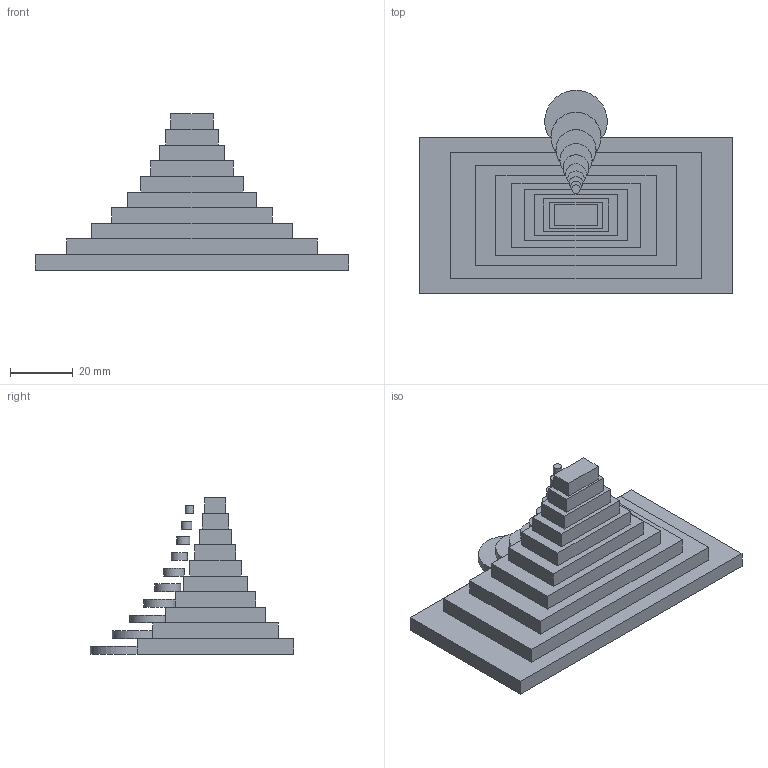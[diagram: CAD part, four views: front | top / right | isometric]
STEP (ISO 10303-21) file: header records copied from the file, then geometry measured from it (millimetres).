
FILE_DESCRIPTION(('Open CASCADE Model'),'2;1');
FILE_NAME('Open CASCADE Shape Model','2024-05-30T14:39:18',('Author'),( 'Open CASCADE'),'Open CASCADE STEP processor 7.7','Open CASCADE 7.7' ,'Unknown');
FILE_SCHEMA(('AUTOMOTIVE_DESIGN { 1 0 10303 214 1 1 1 1 }'));
Length unit declared in the file: millimetre
Products named in the file (6): Open CASCADE STEP translator 7.7 80; Open CASCADE STEP translator 7.7 80.1; Open CASCADE STEP translator 7.7 80.2; Open CASCADE STEP translator 7.7 80.3; Open CASCADE STEP translator 7.7 80.4; Open CASCADE STEP translator 7.7 80.5
Assembly tree (5 placements, depth 2):
  Open CASCADE STEP translator 7.7 80
    Open CASCADE STEP translator 7.7 80.1
    Open CASCADE STEP translator 7.7 80.2
    Open CASCADE STEP translator 7.7 80.3
    Open CASCADE STEP translator 7.7 80.4
    Open CASCADE STEP translator 7.7 80.5
Bounding box: 100 x 65 x 50 mm (x, y, z)
Volume: 70562 mm3; surface area: 18415.8 mm2
Topology: 5 solids, 5 shells, 80 faces, 182 edges, 118 vertices
Faces by surface type: plane 70, cylinder 10
Full cylindrical faces by diameter (mm): 2.684 x1, 3.355 x1, 4.194 x1, 5.243 x1, 6.554 x1, 8.192 x1
Entity records: 4658 total; most frequent: CARTESIAN_POINT 811, DIRECTION 712, LINE 455, VECTOR 455, ORIENTED_EDGE 364, PCURVE 364, DEFINITIONAL_REPRESENTATION 364, EDGE_CURVE 182
